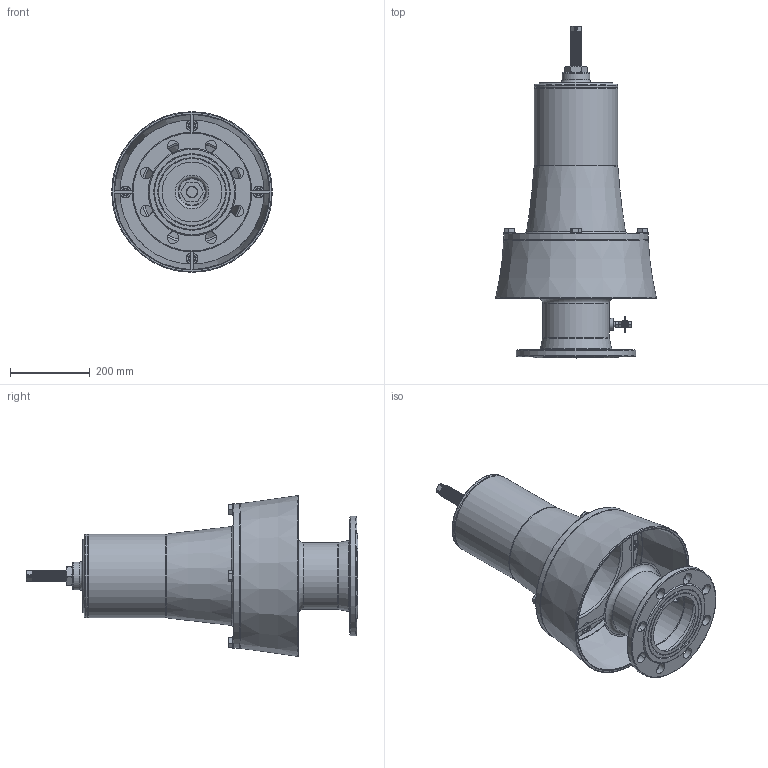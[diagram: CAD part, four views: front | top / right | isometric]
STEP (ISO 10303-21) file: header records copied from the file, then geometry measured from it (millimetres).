
FILE_DESCRIPTION (( 'STEP AP214' ), '1' );
FILE_NAME ('complessivo VRCA.STEP', '2017-01-10T17:05:04', ( '' ), ( '' ), 'SwSTEP 2.0', 'SolidWorks 2017', '' );
FILE_SCHEMA (( 'AUTOMOTIVE_DESIGN' ));
Length unit declared in the file: millimetre
Products named in the file (2): complessivo VRCA
Bounding box: 403.52 x 833.47 x 403.52 mm (x, y, z)
Surface area: 787095.8 mm2 (no closed solid volume)
Topology: 0 solids, 28 shells, 329 faces, 915 edges, 603 vertices
Faces by surface type: cone 137, plane 83, cylinder 82, torus 26, bspline 1
Full cylindrical faces by diameter (mm): 10 x1, 11.45 x1, 13.16 x1, 15 x1, 17.5 x1, 30 x34, 70 x1, 168 x1, 210 x2, 300 x1, 364 x1, 391.461 x1
Entity records: 15016 total; most frequent: CARTESIAN_POINT 3736, DIRECTION 1593, ORIENTED_EDGE 1304, EDGE_CURVE 777, AXIS2_PLACEMENT_3D 710, VERTEX_POINT 597, EDGE_LOOP 504, FACE_OUTER_BOUND 395
